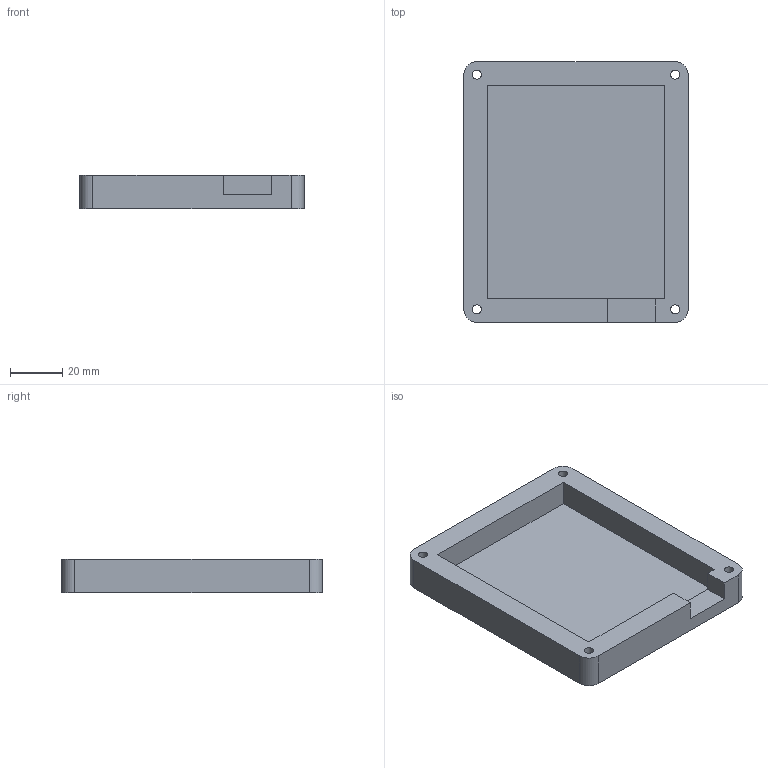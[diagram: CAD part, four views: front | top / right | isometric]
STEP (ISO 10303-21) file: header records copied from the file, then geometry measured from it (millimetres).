
FILE_DESCRIPTION(/* description */ (''),/* implementation_level */ '2;1');
FILE_NAME(/* name */ 'case.step',/* time_stamp */ '2025-07-31T11:18:51+05:30',/* author */ (''),/* organization */ (''),/* preprocessor_version */ 'ST-DEVELOPER v20.1',/* originating_system */ 'Autodesk Translation Framework v14.10.0.0',/* authorisation */ '');
FILE_SCHEMA (('AUTOMOTIVE_DESIGN { 1 0 10303 214 3 1 1 }'));
Length unit declared in the file: millimetre
Products named in the file (2): 2025-07-28-06-00-34-564; 2025-07-28-06-05-38-407
Assembly tree (1 placements, depth 2):
  2025-07-28-06-00-34-564
    2025-07-28-06-05-38-407
Bounding box: 86 x 100 x 13 mm (x, y, z)
Volume: 53765 mm3; surface area: 25363.8 mm2
Topology: 1 solids, 1 shells, 210 faces, 579 edges, 386 vertices
Faces by surface type: bspline 129, plane 69, cylinder 12
Full cylindrical faces by diameter (mm): 3.5 x4, 6 x4
Entity records: 7926 total; most frequent: CARTESIAN_POINT 3371, ORIENTED_EDGE 1158, EDGE_CURVE 579, DIRECTION 513, VERTEX_POINT 386, LINE 297, VECTOR 297, B_SPLINE_CURVE_WITH_KNOTS 258
